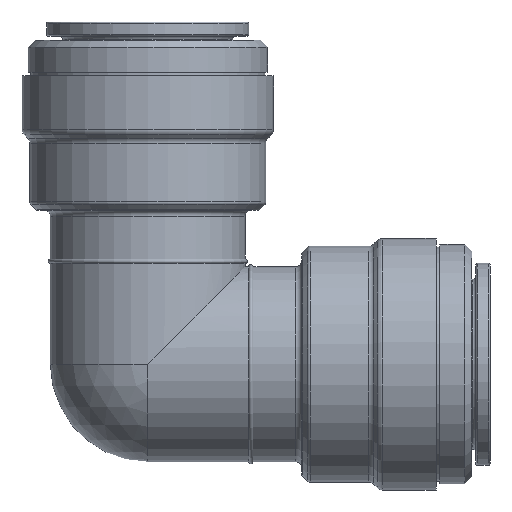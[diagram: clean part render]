
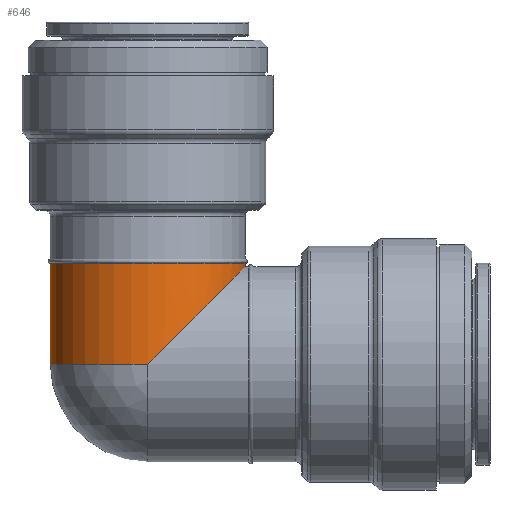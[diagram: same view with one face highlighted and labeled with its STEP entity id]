
A CAD part, left-side view. The second image highlights one B-rep face of the part: STEP entity #646.
In plain terms, the highlighted cylindrical face has radius 13.75 mm (diameter 27.5 mm), a full revolution.
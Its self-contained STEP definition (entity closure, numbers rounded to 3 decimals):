
#61=ELLIPSE('',#727,19.445,13.75);
#63=CYLINDRICAL_SURFACE('',#725,13.75);
#87=ORIENTED_EDGE('',*,*,#214,.F.);
#88=ORIENTED_EDGE('',*,*,#215,.F.);
#89=ORIENTED_EDGE('',*,*,#216,.T.);
#214=EDGE_CURVE('',#277,#278,#339,.T.);
#215=EDGE_CURVE('',#278,#277,#61,.T.);
#216=EDGE_CURVE('',#279,#279,#340,.T.);
#277=VERTEX_POINT('',#1111);
#278=VERTEX_POINT('',#1112);
#279=VERTEX_POINT('',#1115);
#339=CIRCLE('',#726,13.75);
#340=CIRCLE('',#728,13.75);
#401=EDGE_LOOP('',(#87,#88));
#402=EDGE_LOOP('',(#89));
#523=FACE_BOUND('',#401,.T.);
#524=FACE_BOUND('',#402,.T.);
#646=ADVANCED_FACE('',(#523,#524),#63,.T.);
#725=AXIS2_PLACEMENT_3D('',#1109,#859,#860);
#726=AXIS2_PLACEMENT_3D('',#1110,#861,#862);
#727=AXIS2_PLACEMENT_3D('',#1113,#863,#864);
#728=AXIS2_PLACEMENT_3D('',#1114,#865,#866);
#859=DIRECTION('',(0.,0.,-1.));
#860=DIRECTION('',(-1.,0.,0.));
#861=DIRECTION('',(0.,0.,-1.));
#862=DIRECTION('',(-1.,0.,0.));
#863=DIRECTION('',(0.,-0.707,-0.707));
#864=DIRECTION('',(0.,0.707,-0.707));
#865=DIRECTION('',(0.,0.,-1.));
#866=DIRECTION('',(-1.,0.,0.));
#1109=CARTESIAN_POINT('',(0.,0.,-13.75));
#1110=CARTESIAN_POINT('',(0.,0.,0.));
#1111=CARTESIAN_POINT('',(-13.75,0.,0.));
#1112=CARTESIAN_POINT('',(13.75,0.,0.));
#1113=CARTESIAN_POINT('',(0.,0.,0.));
#1114=CARTESIAN_POINT('',(0.,0.,14.24));
#1115=CARTESIAN_POINT('',(-13.75,0.,14.24));
